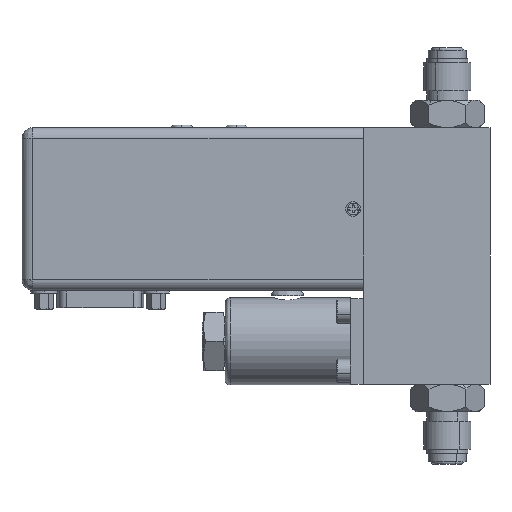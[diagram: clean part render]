
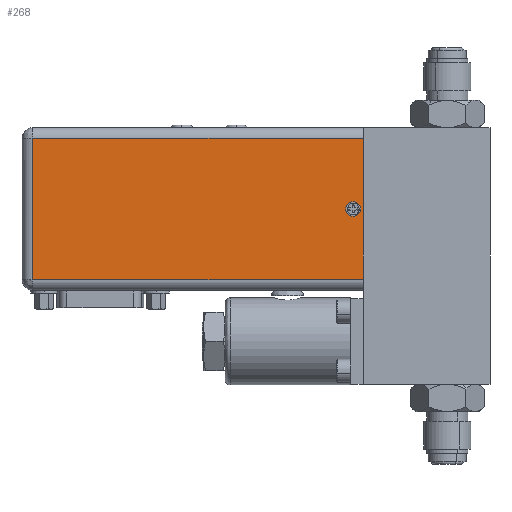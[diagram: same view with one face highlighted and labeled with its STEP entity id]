
A CAD part, left-side view. The second image highlights one B-rep face of the part: STEP entity #268.
In plain terms, the highlighted planar face has unit normal (-1, 0, 0).
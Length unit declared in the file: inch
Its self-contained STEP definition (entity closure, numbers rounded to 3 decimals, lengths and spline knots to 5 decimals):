
#143 = DIRECTION ( 'NONE',  ( 0., 0., 1. ) ) ;
#268 = ADVANCED_FACE ( 'NONE', ( #9000, #6510 ), #5548, .T. ) ;
#306 = CARTESIAN_POINT ( 'NONE',  ( -0.7345, 1.603, 0.481 ) ) ;
#690 = EDGE_CURVE ( 'NONE', #10225, #2617, #10185, .T. ) ;
#761 = ORIENTED_EDGE ( 'NONE', *, *, #8924, .F. ) ;
#947 = CARTESIAN_POINT ( 'NONE',  ( -0.7345, 1.485, 1.378 ) ) ;
#1267 = CARTESIAN_POINT ( 'NONE',  ( -0.7345, 1.485, 1.378 ) ) ;
#1454 = VERTEX_POINT ( 'NONE', #7740 ) ;
#1496 = AXIS2_PLACEMENT_3D ( 'NONE', #11444, #5794, #143 ) ;
#1517 = ORIENTED_EDGE ( 'NONE', *, *, #6878, .T. ) ;
#1653 = VERTEX_POINT ( 'NONE', #5582 ) ;
#2325 = EDGE_CURVE ( 'NONE', #5183, #6121, #2895, .T. ) ;
#2617 = VERTEX_POINT ( 'NONE', #2791 ) ;
#2715 = DIRECTION ( 'NONE',  ( 0., 0., -1. ) ) ;
#2791 = CARTESIAN_POINT ( 'NONE',  ( -0.7345, 5.36, 1.378 ) ) ;
#2895 = CIRCLE ( 'NONE', #9895, 0.069 ) ;
#3342 = EDGE_CURVE ( 'NONE', #2617, #1454, #5314, .T. ) ;
#3603 = AXIS2_PLACEMENT_3D ( 'NONE', #9317, #10235, #3644 ) ;
#3644 = DIRECTION ( 'NONE',  ( 0., 0., 1. ) ) ;
#4136 = CARTESIAN_POINT ( 'NONE',  ( -0.7345, 1.603, 0.55 ) ) ;
#4434 = CARTESIAN_POINT ( 'NONE',  ( -0.7345, 1.603, 0.619 ) ) ;
#4660 = ORIENTED_EDGE ( 'NONE', *, *, #690, .T. ) ;
#4775 = CIRCLE ( 'NONE', #1496, 0.069 ) ;
#5018 = VECTOR ( 'NONE', #2715, 39.37008 ) ;
#5055 = DIRECTION ( 'NONE',  ( 0., 0., 1. ) ) ;
#5181 = VECTOR ( 'NONE', #6865, 39.37008 ) ;
#5183 = VERTEX_POINT ( 'NONE', #4434 ) ;
#5314 = LINE ( 'NONE', #11170, #5018 ) ;
#5548 = PLANE ( 'NONE',  #3603 ) ;
#5582 = CARTESIAN_POINT ( 'NONE',  ( -0.7345, 1.485, -0.278 ) ) ;
#5794 = DIRECTION ( 'NONE',  ( 1., 0., 0. ) ) ;
#6029 = ORIENTED_EDGE ( 'NONE', *, *, #2325, .T. ) ;
#6121 = VERTEX_POINT ( 'NONE', #306 ) ;
#6510 = FACE_BOUND ( 'NONE', #9952, .T. ) ;
#6865 = DIRECTION ( 'NONE',  ( 0., 1., 0. ) ) ;
#6878 = EDGE_CURVE ( 'NONE', #6121, #5183, #4775, .T. ) ;
#6895 = VECTOR ( 'NONE', #8488, 39.37008 ) ;
#7131 = CARTESIAN_POINT ( 'NONE',  ( -0.7345, 1.485, 0.55 ) ) ;
#7740 = CARTESIAN_POINT ( 'NONE',  ( -0.7345, 5.36, -0.278 ) ) ;
#7775 = VECTOR ( 'NONE', #9948, 39.37008 ) ;
#8488 = DIRECTION ( 'NONE',  ( 0., 1., 0. ) ) ;
#8924 = EDGE_CURVE ( 'NONE', #10225, #1653, #10270, .T. ) ;
#8988 = ORIENTED_EDGE ( 'NONE', *, *, #9779, .F. ) ;
#9000 = FACE_OUTER_BOUND ( 'NONE', #9446, .T. ) ;
#9317 = CARTESIAN_POINT ( 'NONE',  ( -0.7345, 1.485, 0.55 ) ) ;
#9446 = EDGE_LOOP ( 'NONE', ( #9589, #8988, #761, #4660 ) ) ;
#9589 = ORIENTED_EDGE ( 'NONE', *, *, #3342, .T. ) ;
#9779 = EDGE_CURVE ( 'NONE', #1653, #1454, #12199, .T. ) ;
#9895 = AXIS2_PLACEMENT_3D ( 'NONE', #4136, #10714, #5055 ) ;
#9948 = DIRECTION ( 'NONE',  ( 0., 0., -1. ) ) ;
#9952 = EDGE_LOOP ( 'NONE', ( #6029, #1517 ) ) ;
#10185 = LINE ( 'NONE', #1267, #5181 ) ;
#10225 = VERTEX_POINT ( 'NONE', #947 ) ;
#10235 = DIRECTION ( 'NONE',  ( -1., 0., 0. ) ) ;
#10270 = LINE ( 'NONE', #7131, #7775 ) ;
#10714 = DIRECTION ( 'NONE',  ( 1., 0., 0. ) ) ;
#11170 = CARTESIAN_POINT ( 'NONE',  ( -0.7345, 5.36, 0.55 ) ) ;
#11327 = CARTESIAN_POINT ( 'NONE',  ( -0.7345, 1.485, -0.278 ) ) ;
#11444 = CARTESIAN_POINT ( 'NONE',  ( -0.7345, 1.603, 0.55 ) ) ;
#12199 = LINE ( 'NONE', #11327, #6895 ) ;
